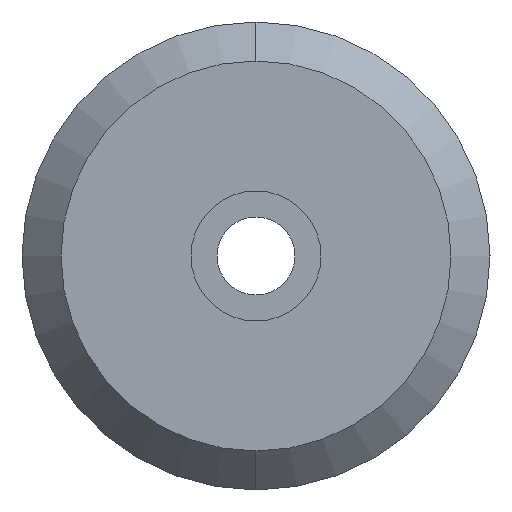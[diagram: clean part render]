
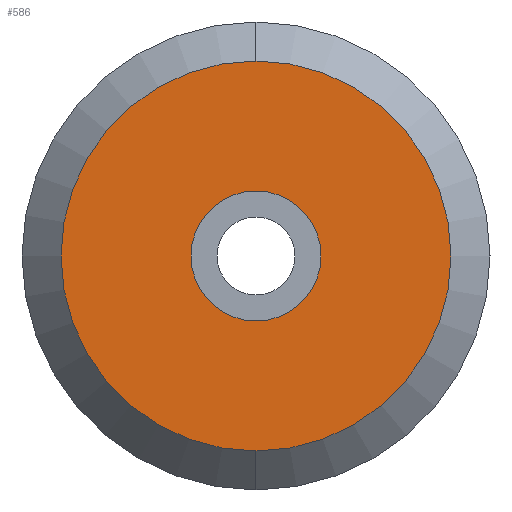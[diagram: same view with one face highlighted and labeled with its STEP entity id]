
A CAD part, left-side view. The second image highlights one B-rep face of the part: STEP entity #586.
In plain terms, the highlighted planar face has unit normal (-1, 0, 0).
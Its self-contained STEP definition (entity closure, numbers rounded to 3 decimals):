
#4 = AXIS2_PLACEMENT_3D ( 'NONE', #750, #813, #623 ) ;
#22 = AXIS2_PLACEMENT_3D ( 'NONE', #605, #347, #516 ) ;
#27 = DIRECTION ( 'NONE',  ( 0., 0., -1. ) ) ;
#38 = PLANE ( 'NONE',  #22 ) ;
#77 = AXIS2_PLACEMENT_3D ( 'NONE', #125, #788, #207 ) ;
#90 = AXIS2_PLACEMENT_3D ( 'NONE', #977, #415, #27 ) ;
#93 = CARTESIAN_POINT ( 'NONE',  ( -180., 0., -7.5 ) ) ;
#125 = CARTESIAN_POINT ( 'NONE',  ( -180., 0., 0. ) ) ;
#127 = ORIENTED_EDGE ( 'NONE', *, *, #716, .T. ) ;
#132 = CARTESIAN_POINT ( 'NONE',  ( -180., 0., 7.5 ) ) ;
#141 = CARTESIAN_POINT ( 'NONE',  ( -180., 0., 0. ) ) ;
#201 = AXIS2_PLACEMENT_3D ( 'NONE', #141, #649, #478 ) ;
#207 = DIRECTION ( 'NONE',  ( 0., 0., -1. ) ) ;
#259 = EDGE_LOOP ( 'NONE', ( #714, #449 ) ) ;
#275 = VERTEX_POINT ( 'NONE', #967 ) ;
#330 = EDGE_CURVE ( 'NONE', #596, #416, #782, .T. ) ;
#347 = DIRECTION ( 'NONE',  ( -1., 0., 0. ) ) ;
#387 = CARTESIAN_POINT ( 'NONE',  ( -180., 0., -2.5 ) ) ;
#415 = DIRECTION ( 'NONE',  ( 1., 0., 0. ) ) ;
#416 = VERTEX_POINT ( 'NONE', #132 ) ;
#449 = ORIENTED_EDGE ( 'NONE', *, *, #479, .F. ) ;
#472 = EDGE_CURVE ( 'NONE', #771, #275, #690, .T. ) ;
#478 = DIRECTION ( 'NONE',  ( 0., 0., -1. ) ) ;
#479 = EDGE_CURVE ( 'NONE', #416, #596, #645, .T. ) ;
#516 = DIRECTION ( 'NONE',  ( 0., 0., 1. ) ) ;
#584 = CIRCLE ( 'NONE', #4, 2.5 ) ;
#586 = ADVANCED_FACE ( 'NONE', ( #823, #674 ), #38, .T. ) ;
#596 = VERTEX_POINT ( 'NONE', #93 ) ;
#605 = CARTESIAN_POINT ( 'NONE',  ( -180., 2.5, 0. ) ) ;
#623 = DIRECTION ( 'NONE',  ( 0., 0., -1. ) ) ;
#645 = CIRCLE ( 'NONE', #77, 7.5 ) ;
#649 = DIRECTION ( 'NONE',  ( 1., 0., 0. ) ) ;
#674 = FACE_OUTER_BOUND ( 'NONE', #259, .T. ) ;
#690 = CIRCLE ( 'NONE', #90, 2.5 ) ;
#714 = ORIENTED_EDGE ( 'NONE', *, *, #330, .F. ) ;
#716 = EDGE_CURVE ( 'NONE', #275, #771, #584, .T. ) ;
#750 = CARTESIAN_POINT ( 'NONE',  ( -180., 0., 0. ) ) ;
#771 = VERTEX_POINT ( 'NONE', #387 ) ;
#772 = ORIENTED_EDGE ( 'NONE', *, *, #472, .T. ) ;
#782 = CIRCLE ( 'NONE', #201, 7.5 ) ;
#788 = DIRECTION ( 'NONE',  ( 1., 0., 0. ) ) ;
#813 = DIRECTION ( 'NONE',  ( 1., 0., 0. ) ) ;
#823 = FACE_BOUND ( 'NONE', #876, .T. ) ;
#876 = EDGE_LOOP ( 'NONE', ( #772, #127 ) ) ;
#967 = CARTESIAN_POINT ( 'NONE',  ( -180., 0., 2.5 ) ) ;
#977 = CARTESIAN_POINT ( 'NONE',  ( -180., 0., 0. ) ) ;
